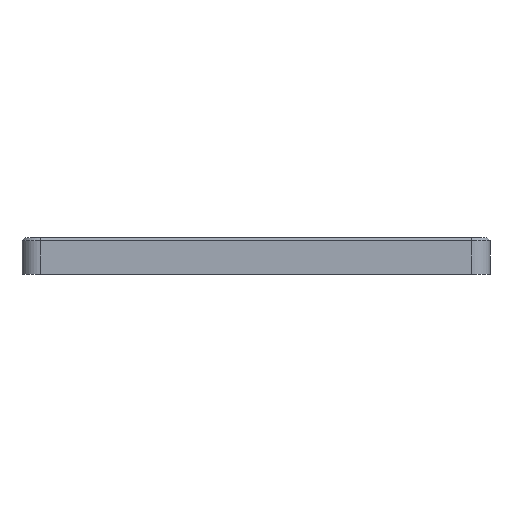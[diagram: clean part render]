
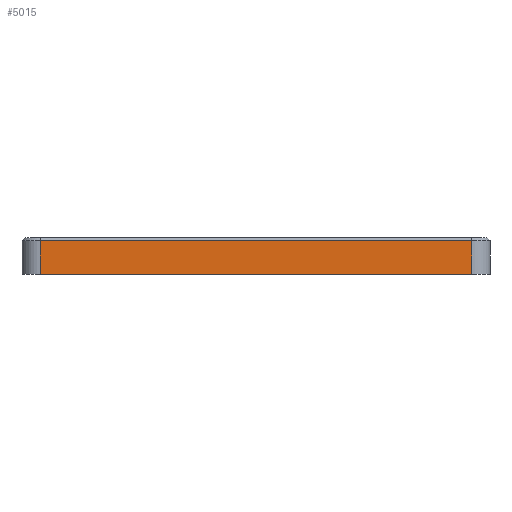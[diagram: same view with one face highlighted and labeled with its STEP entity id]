
A CAD part, left-side view. The second image highlights one B-rep face of the part: STEP entity #5015.
In plain terms, the highlighted planar face has unit normal (-1, 0, 0).
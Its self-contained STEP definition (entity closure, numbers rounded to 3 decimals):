
#215 = CARTESIAN_POINT ( 'NONE',  ( -38.5, -38.5, -6. ) ) ;
#346 = ORIENTED_EDGE ( 'NONE', *, *, #3571, .T. ) ;
#439 = LINE ( 'NONE', #1973, #5537 ) ;
#607 = VERTEX_POINT ( 'NONE', #3838 ) ;
#616 = VERTEX_POINT ( 'NONE', #3319 ) ;
#1516 = CARTESIAN_POINT ( 'NONE',  ( -38.5, -35.5, -6. ) ) ;
#1524 = CARTESIAN_POINT ( 'NONE',  ( -38.5, -38.5, -0.5 ) ) ;
#1535 = VECTOR ( 'NONE', #2723, 1000. ) ;
#1652 = VECTOR ( 'NONE', #5263, 1000. ) ;
#1677 = FACE_OUTER_BOUND ( 'NONE', #5512, .T. ) ;
#1973 = CARTESIAN_POINT ( 'NONE',  ( -38.5, -38.5, -6. ) ) ;
#2077 = ORIENTED_EDGE ( 'NONE', *, *, #6427, .T. ) ;
#2090 = CARTESIAN_POINT ( 'NONE',  ( -38.5, 35.5, -6. ) ) ;
#2264 = DIRECTION ( 'NONE',  ( 0., -1., 0. ) ) ;
#2378 = DIRECTION ( 'NONE',  ( -1., 0., 0. ) ) ;
#2723 = DIRECTION ( 'NONE',  ( 0., 0., -1. ) ) ;
#2987 = LINE ( 'NONE', #2090, #1535 ) ;
#3117 = VERTEX_POINT ( 'NONE', #1516 ) ;
#3185 = VERTEX_POINT ( 'NONE', #5911 ) ;
#3319 = CARTESIAN_POINT ( 'NONE',  ( -38.5, 35.5, -0.5 ) ) ;
#3372 = ORIENTED_EDGE ( 'NONE', *, *, #5714, .T. ) ;
#3455 = PLANE ( 'NONE',  #6359 ) ;
#3571 = EDGE_CURVE ( 'NONE', #616, #3185, #2987, .T. ) ;
#3838 = CARTESIAN_POINT ( 'NONE',  ( -38.5, -35.5, -0.5 ) ) ;
#4494 = EDGE_CURVE ( 'NONE', #3185, #3117, #439, .T. ) ;
#4547 = VECTOR ( 'NONE', #6498, 1000. ) ;
#5015 = ADVANCED_FACE ( 'NONE', ( #1677 ), #3455, .T. ) ;
#5263 = DIRECTION ( 'NONE',  ( 0., 1., 0. ) ) ;
#5337 = LINE ( 'NONE', #1524, #1652 ) ;
#5512 = EDGE_LOOP ( 'NONE', ( #3372, #2077, #346, #5919 ) ) ;
#5537 = VECTOR ( 'NONE', #2264, 1000. ) ;
#5714 = EDGE_CURVE ( 'NONE', #3117, #607, #6580, .T. ) ;
#5911 = CARTESIAN_POINT ( 'NONE',  ( -38.5, 35.5, -6. ) ) ;
#5919 = ORIENTED_EDGE ( 'NONE', *, *, #4494, .T. ) ;
#5966 = CARTESIAN_POINT ( 'NONE',  ( -38.5, -35.5, -6. ) ) ;
#6052 = DIRECTION ( 'NONE',  ( 0., 0., 1. ) ) ;
#6359 = AXIS2_PLACEMENT_3D ( 'NONE', #215, #2378, #6052 ) ;
#6427 = EDGE_CURVE ( 'NONE', #607, #616, #5337, .T. ) ;
#6498 = DIRECTION ( 'NONE',  ( 0., 0., 1. ) ) ;
#6580 = LINE ( 'NONE', #5966, #4547 ) ;
